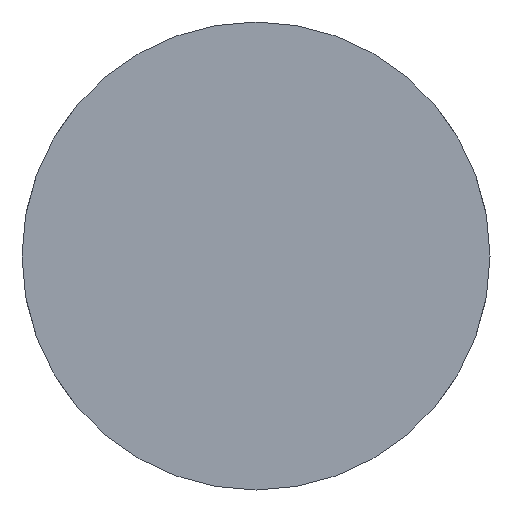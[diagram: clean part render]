
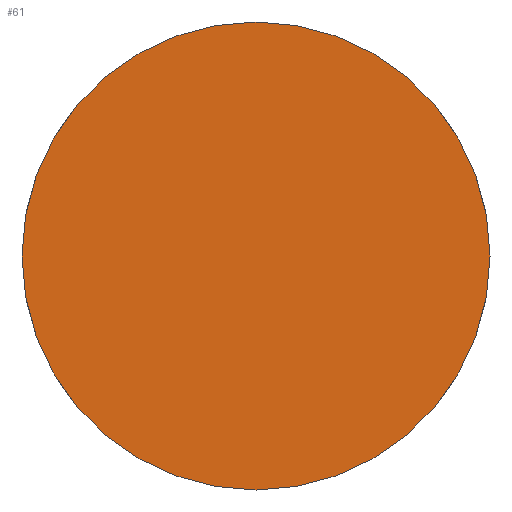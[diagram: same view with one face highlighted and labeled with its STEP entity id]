
A CAD part, front view. The second image highlights one B-rep face of the part: STEP entity #61.
In plain terms, the highlighted planar face has unit normal (0, -1, 0).
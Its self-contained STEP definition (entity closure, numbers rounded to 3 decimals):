
#11 = VERTEX_POINT ( 'NONE', #43 ) ;
#26 = CARTESIAN_POINT ( 'NONE',  ( 0., -54.966, 7.034 ) ) ;
#33 = VERTEX_POINT ( 'NONE', #44 ) ;
#39 = ORIENTED_EDGE ( 'NONE', *, *, #94, .T. ) ;
#41 = DIRECTION ( 'NONE',  ( 0., 0., -1. ) ) ;
#42 = CIRCLE ( 'NONE', #131, 3.5 ) ;
#43 = CARTESIAN_POINT ( 'NONE',  ( 0., -54.966, 10.534 ) ) ;
#44 = CARTESIAN_POINT ( 'NONE',  ( 0., -54.966, 3.534 ) ) ;
#57 = DIRECTION ( 'NONE',  ( 0., -1., 0. ) ) ;
#58 = CARTESIAN_POINT ( 'NONE',  ( 0., -54.966, 7.034 ) ) ;
#61 = ADVANCED_FACE ( 'NONE', ( #140 ), #126, .T. ) ;
#68 = AXIS2_PLACEMENT_3D ( 'NONE', #157, #57, #146 ) ;
#75 = DIRECTION ( 'NONE',  ( 0., -1., 0. ) ) ;
#79 = AXIS2_PLACEMENT_3D ( 'NONE', #58, #147, #41 ) ;
#88 = EDGE_CURVE ( 'NONE', #33, #11, #130, .T. ) ;
#94 = EDGE_CURVE ( 'NONE', #11, #33, #42, .T. ) ;
#103 = ORIENTED_EDGE ( 'NONE', *, *, #88, .T. ) ;
#111 = DIRECTION ( 'NONE',  ( 0., 0., -1. ) ) ;
#126 = PLANE ( 'NONE',  #79 ) ;
#130 = CIRCLE ( 'NONE', #68, 3.5 ) ;
#131 = AXIS2_PLACEMENT_3D ( 'NONE', #26, #75, #111 ) ;
#135 = EDGE_LOOP ( 'NONE', ( #103, #39 ) ) ;
#140 = FACE_OUTER_BOUND ( 'NONE', #135, .T. ) ;
#146 = DIRECTION ( 'NONE',  ( 0., 0., -1. ) ) ;
#147 = DIRECTION ( 'NONE',  ( 0., -1., 0. ) ) ;
#157 = CARTESIAN_POINT ( 'NONE',  ( 0., -54.966, 7.034 ) ) ;
